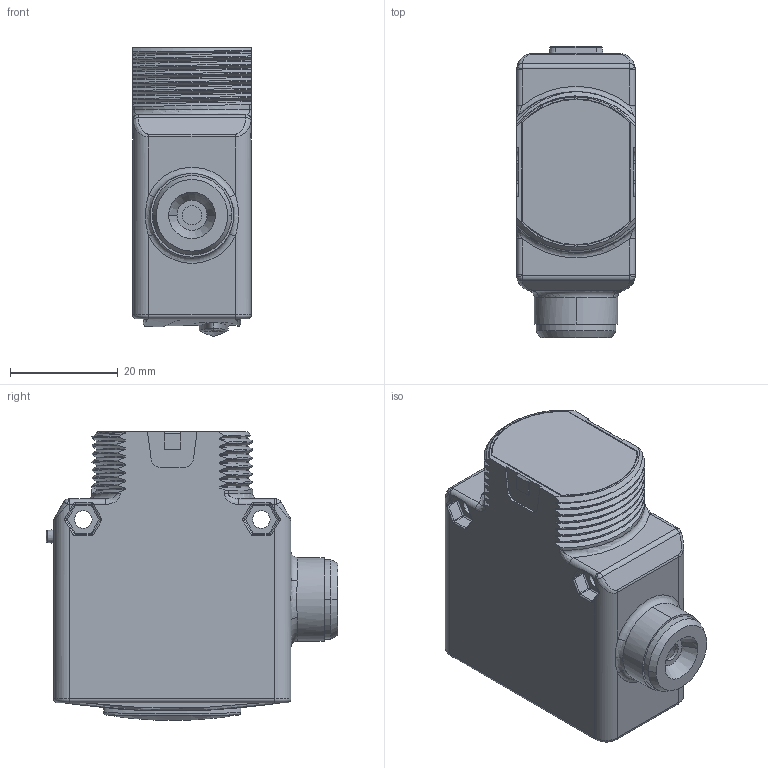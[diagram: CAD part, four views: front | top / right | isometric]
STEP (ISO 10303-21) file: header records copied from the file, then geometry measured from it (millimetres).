
FILE_DESCRIPTION((''),'2;1');
FILE_NAME('138507_SW','2008-04-04T',('banengservice'),('BANNER ENGINEERING'),'PRO/ENGINEER BY PARAMETRIC TECHNOLOGY CORPORATION, 2006170','PRO/ENGINEER BY PARAMETRIC TECHNOLOGY CORPORATION, 2006170','');
FILE_SCHEMA(('CONFIG_CONTROL_DESIGN'));
Length unit declared in the file: inch
Products named in the file (1): 138507_SW
Bounding box: 22 x 54.07 x 53.55 mm (x, y, z)
Volume: 16086.6 mm3; surface area: 16071.8 mm2
Topology: 1 solids, 1 shells, 642 faces, 1598 edges, 976 vertices
Faces by surface type: cylinder 216, plane 193, bspline 108, torus 46, cone 37, sphere 34, extrusion 8
Entity records: 28076 total; most frequent: CARTESIAN_POINT 13633, ORIENTED_EDGE 3192, DIRECTION 2738, EDGE_CURVE 1596, AXIS2_PLACEMENT_3D 1015, VERTEX_POINT 976, VECTOR 708, LINE 700
